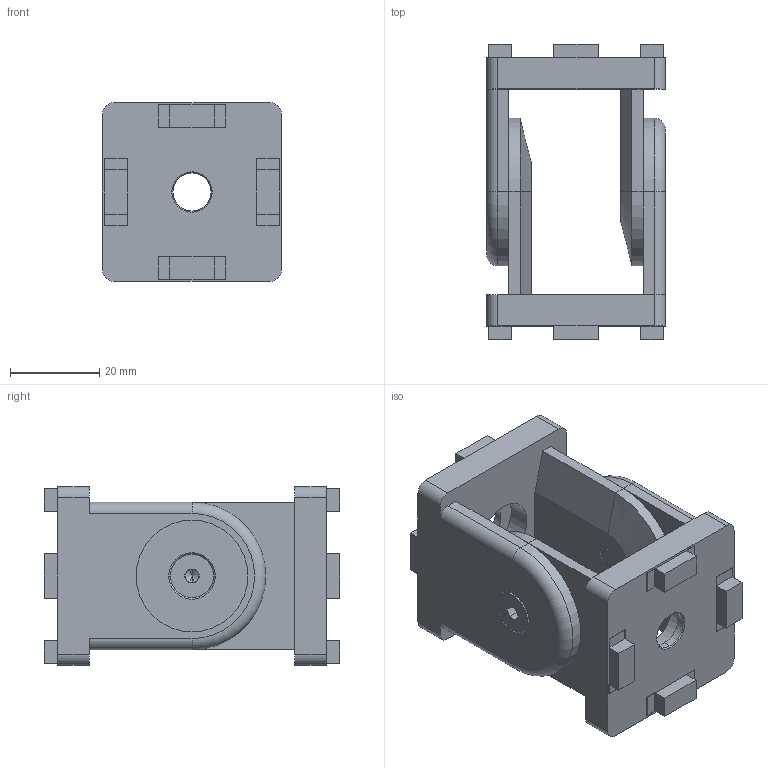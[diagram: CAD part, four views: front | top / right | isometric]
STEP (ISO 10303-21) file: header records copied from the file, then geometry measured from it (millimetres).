
FILE_DESCRIPTION (( 'STEP AP203' ), '1' );
FILE_NAME ('AL-345.1300A.01-Øàðíèðíîå ñîåäèíåíèå 40õ40.STEP', '2025-01-22T13:24:36', ( '' ), ( '' ), 'SwSTEP 2.0', 'SolidWorks 2021', '' );
FILE_SCHEMA (( 'CONFIG_CONTROL_DESIGN' ));
Length unit declared in the file: millimetre
Products named in the file (1): AL-345.1300A.01-Øàðíèðíîå ñîåäèíåíèå 40õ40
Bounding box: 40.2 x 66 x 40 mm (x, y, z)
Volume: 42756.5 mm3; surface area: 23389.4 mm2
Topology: 6 solids, 6 shells, 292 faces, 704 edges, 436 vertices
Faces by surface type: plane 170, cylinder 72, cone 38, torus 6, bspline 6
Entity records: 11155 total; most frequent: CARTESIAN_POINT 4371, ORIENTED_EDGE 1400, DIRECTION 1360, EDGE_CURVE 700, LINE 482, VECTOR 482, AXIS2_PLACEMENT_3D 439, VERTEX_POINT 436
